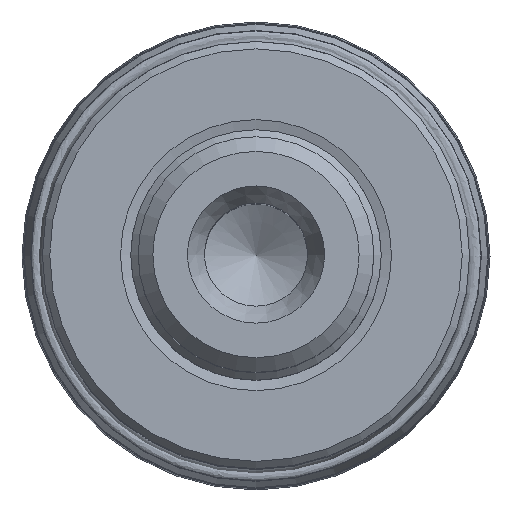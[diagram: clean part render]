
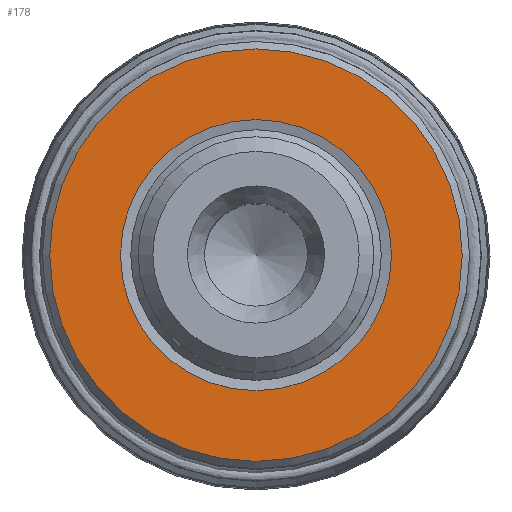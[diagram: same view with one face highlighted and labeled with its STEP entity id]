
A CAD part, top view. The second image highlights one B-rep face of the part: STEP entity #178.
In plain terms, the highlighted planar face has unit normal (0, 0, 1).
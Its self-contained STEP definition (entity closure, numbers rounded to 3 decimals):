
#48=PLANE('',#1112);
#178=ADVANCED_FACE('',(#435,#436),#48,.T.);
#435=FACE_BOUND('',#572,.T.);
#436=FACE_BOUND('',#573,.T.);
#572=EDGE_LOOP('',(#732));
#573=EDGE_LOOP('',(#733));
#732=ORIENTED_EDGE('',*,*,#954,.T.);
#733=ORIENTED_EDGE('',*,*,#955,.F.);
#870=VERTEX_POINT('',#2056);
#871=VERTEX_POINT('',#2058);
#954=EDGE_CURVE('',#870,#870,#1031,.T.);
#955=EDGE_CURVE('',#871,#871,#1032,.T.);
#1031=CIRCLE('',#1110,14.);
#1032=CIRCLE('',#1111,9.199);
#1110=AXIS2_PLACEMENT_3D('',#2055,#1326,#1327);
#1111=AXIS2_PLACEMENT_3D('',#2057,#1328,#1329);
#1112=AXIS2_PLACEMENT_3D('',#2059,#1330,#1331);
#1326=DIRECTION('',(0.,0.,1.));
#1327=DIRECTION('',(1.,0.,0.));
#1328=DIRECTION('',(0.,0.,1.));
#1329=DIRECTION('',(1.,0.,0.));
#1330=DIRECTION('',(0.,0.,1.));
#1331=DIRECTION('',(1.,0.,0.));
#2055=CARTESIAN_POINT('',(0.,0.,0.));
#2056=CARTESIAN_POINT('',(14.,0.,0.));
#2057=CARTESIAN_POINT('',(0.,0.,0.));
#2058=CARTESIAN_POINT('',(9.199,0.,0.));
#2059=CARTESIAN_POINT('',(9.199,0.,0.));
